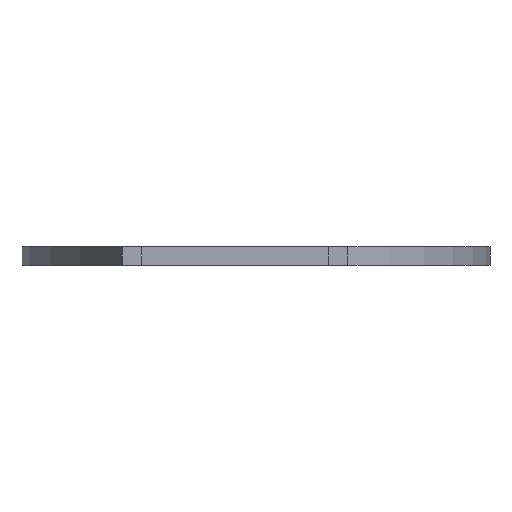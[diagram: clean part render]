
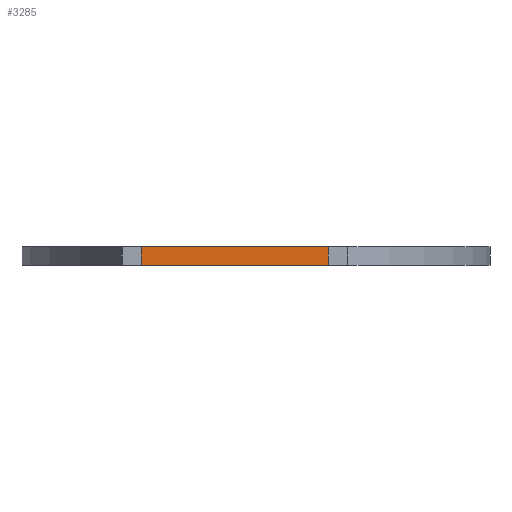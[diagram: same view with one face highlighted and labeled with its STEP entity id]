
A CAD part, left-side view. The second image highlights one B-rep face of the part: STEP entity #3285.
In plain terms, the highlighted planar face has unit normal (-1, 0, 0).
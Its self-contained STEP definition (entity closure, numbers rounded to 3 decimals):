
#10 = CARTESIAN_POINT ( 'NONE',  ( 0., 0., 4. ) ) ;
#173 = ORIENTED_EDGE ( 'NONE', *, *, #1233, .T. ) ;
#235 = DIRECTION ( 'NONE',  ( 0., 0., 1. ) ) ;
#376 = CARTESIAN_POINT ( 'NONE',  ( 0., 74.5, 4. ) ) ;
#425 = CARTESIAN_POINT ( 'NONE',  ( 0., 74.5, 0. ) ) ;
#492 = CARTESIAN_POINT ( 'NONE',  ( 0., 0., 4. ) ) ;
#563 = VECTOR ( 'NONE', #1417, 1000. ) ;
#572 = AXIS2_PLACEMENT_3D ( 'NONE', #10, #2716, #235 ) ;
#673 = VECTOR ( 'NONE', #2643, 1000. ) ;
#679 = VECTOR ( 'NONE', #1157, 1000. ) ;
#1157 = DIRECTION ( 'NONE',  ( 0., 1., 0. ) ) ;
#1161 = VECTOR ( 'NONE', #1260, 1000. ) ;
#1211 = EDGE_LOOP ( 'NONE', ( #173, #1521, #2200, #1381 ) ) ;
#1233 = EDGE_CURVE ( 'NONE', #3201, #1975, #2370, .T. ) ;
#1260 = DIRECTION ( 'NONE',  ( 0., 1., 0. ) ) ;
#1381 = ORIENTED_EDGE ( 'NONE', *, *, #1911, .T. ) ;
#1417 = DIRECTION ( 'NONE',  ( 0., 0., -1. ) ) ;
#1521 = ORIENTED_EDGE ( 'NONE', *, *, #2611, .T. ) ;
#1550 = VERTEX_POINT ( 'NONE', #2806 ) ;
#1671 = FACE_OUTER_BOUND ( 'NONE', #1211, .T. ) ;
#1911 = EDGE_CURVE ( 'NONE', #1550, #3201, #2867, .T. ) ;
#1975 = VERTEX_POINT ( 'NONE', #3413 ) ;
#2022 = CARTESIAN_POINT ( 'NONE',  ( 0., 34.5, -6. ) ) ;
#2164 = PLANE ( 'NONE',  #572 ) ;
#2200 = ORIENTED_EDGE ( 'NONE', *, *, #3331, .F. ) ;
#2282 = CARTESIAN_POINT ( 'NONE',  ( 0., 0., 0. ) ) ;
#2337 = CARTESIAN_POINT ( 'NONE',  ( 0., 34.5, 4. ) ) ;
#2370 = LINE ( 'NONE', #492, #1161 ) ;
#2611 = EDGE_CURVE ( 'NONE', #1975, #3465, #2862, .T. ) ;
#2643 = DIRECTION ( 'NONE',  ( 0., 0., 1. ) ) ;
#2716 = DIRECTION ( 'NONE',  ( -1., 0., 0. ) ) ;
#2806 = CARTESIAN_POINT ( 'NONE',  ( 0., 34.5, 0. ) ) ;
#2862 = LINE ( 'NONE', #376, #563 ) ;
#2867 = LINE ( 'NONE', #2022, #673 ) ;
#3121 = LINE ( 'NONE', #2282, #679 ) ;
#3201 = VERTEX_POINT ( 'NONE', #2337 ) ;
#3285 = ADVANCED_FACE ( 'NONE', ( #1671 ), #2164, .T. ) ;
#3331 = EDGE_CURVE ( 'NONE', #1550, #3465, #3121, .T. ) ;
#3413 = CARTESIAN_POINT ( 'NONE',  ( 0., 74.5, 4. ) ) ;
#3465 = VERTEX_POINT ( 'NONE', #425 ) ;
